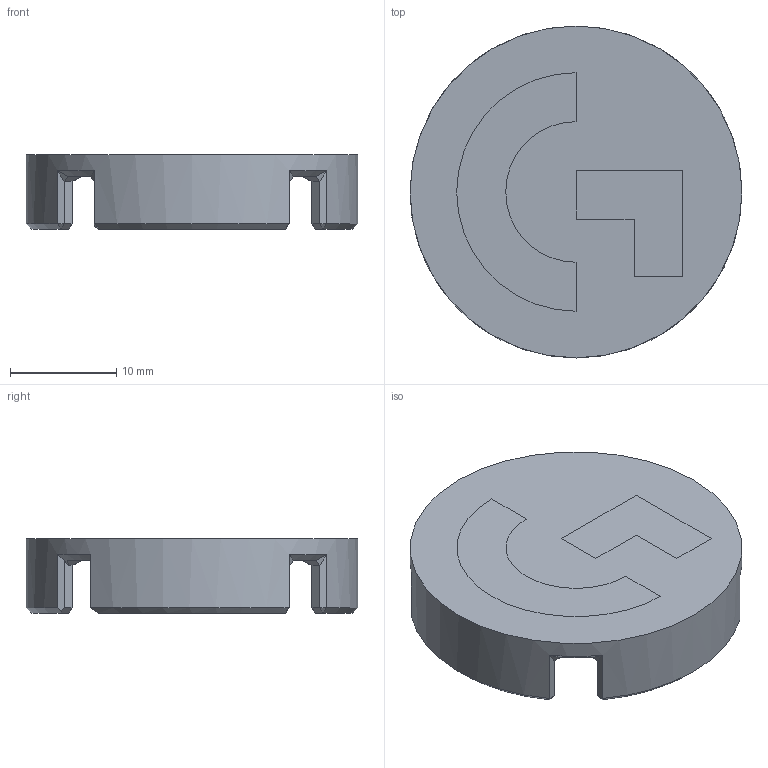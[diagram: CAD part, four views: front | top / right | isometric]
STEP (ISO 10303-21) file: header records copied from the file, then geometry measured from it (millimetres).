
FILE_DESCRIPTION(/* description */ ('','CAx-IF Rec.Pracs.---Representation and Presentation of Product Manufacturing Information (PMI)---4.0---2014-10-13'),/* implementation_level */ '2;1');
FILE_NAME(/* name */ 'Logitech G Pro RS Wheel Hub center cap (multi color).step',/* time_stamp */ '2024-12-09T10:06:22-05:00',/* author */ (''),/* organization */ (''),/* preprocessor_version */ 'ST-DEVELOPER v20',/* originating_system */ 'Autodesk Translation Framework v13.20.0.188',/* authorisation */ '');
FILE_SCHEMA (('AP242_MANAGED_MODEL_BASED_3D_ENGINEERING_MIM_LF { 1 0 10303 442 1 1 4 }'));
Length unit declared in the file: millimetre
Products named in the file (1): Logitech Wall Holder
Bounding box: 31.3 x 31.3 x 7 mm (x, y, z)
Volume: 2278.4 mm3; surface area: 2900.3 mm2
Topology: 3 solids, 3 shells, 118 faces, 253 edges, 141 vertices
Faces by surface type: plane 93, cone 16, cylinder 9
Full cylindrical faces by diameter (mm): 31.3 x1
Entity records: 3083 total; most frequent: CARTESIAN_POINT 575, DIRECTION 511, ORIENTED_EDGE 506, EDGE_CURVE 253, LINE 173, VECTOR 173, AXIS2_PLACEMENT_3D 169, VERTEX_POINT 141
